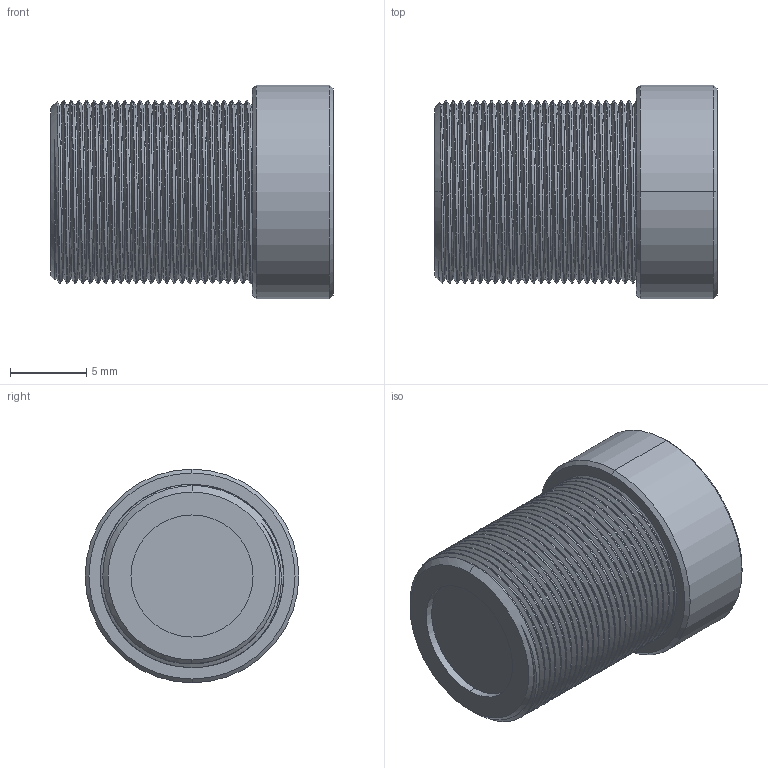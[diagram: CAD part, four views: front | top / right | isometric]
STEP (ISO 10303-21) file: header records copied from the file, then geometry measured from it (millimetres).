
FILE_DESCRIPTION(('Open CASCADE Model'),'2;1');
FILE_NAME('Open CASCADE Shape Model','2026-02-19T22:10:20',('Author'),( 'Open CASCADE'),'Open CASCADE STEP processor 7.7','Open CASCADE 7.7' ,'Unknown');
FILE_SCHEMA(('AUTOMOTIVE_DESIGN { 1 0 10303 214 1 1 1 1 }'));
Length unit declared in the file: millimetre
Products named in the file (2): L079-3.04-M12
Assembly tree (1 placements, depth 2):
  L079-3.04-M12
    L079-3.04-M12
Bounding box: 18.5 x 14 x 14 mm (x, y, z)
Volume: 2050.6 mm3; surface area: 1404 mm2
Topology: 1 solids, 1 shells, 83 faces, 221 edges, 145 vertices
Faces by surface type: cylinder 64, plane 8, cone 6, bspline 4, sphere 1
Entity records: 41170 total; most frequent: CARTESIAN_POINT 37393, DIRECTION 500, ORIENTED_EDGE 440, PCURVE 440, DEFINITIONAL_REPRESENTATION 440, B_SPLINE_CURVE_WITH_KNOTS 291, LINE 254, VECTOR 254
